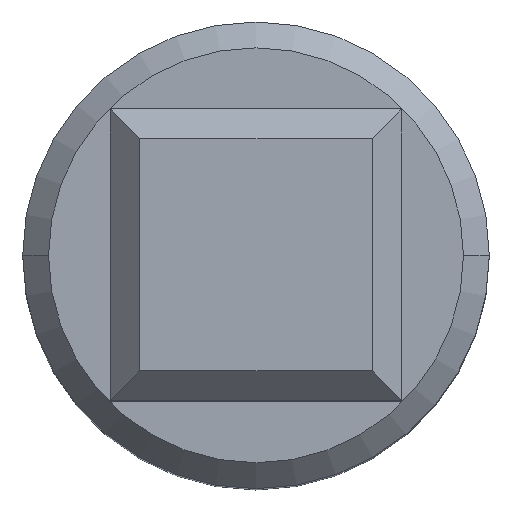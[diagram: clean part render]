
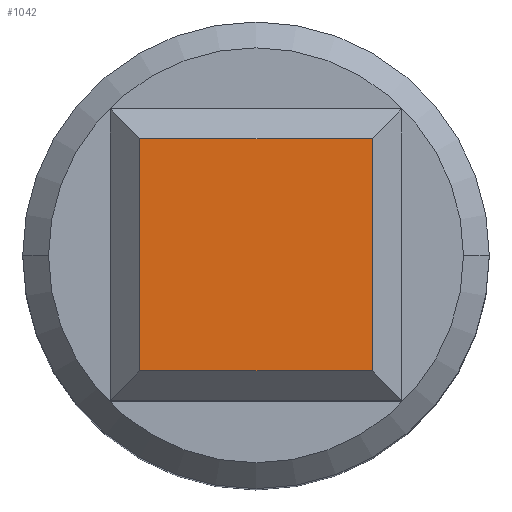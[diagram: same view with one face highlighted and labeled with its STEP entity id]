
A CAD part, top view. The second image highlights one B-rep face of the part: STEP entity #1042.
In plain terms, the highlighted planar face has unit normal (0, 0, 1).
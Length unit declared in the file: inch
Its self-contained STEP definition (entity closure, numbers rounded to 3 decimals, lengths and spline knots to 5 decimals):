
#3 = EDGE_CURVE ( 'NONE', #19, #1270, #1200, .T. ) ;
#19 = VERTEX_POINT ( 'NONE', #1431 ) ;
#116 = CARTESIAN_POINT ( 'NONE',  ( 0.06545, -0.05765, 0.40075 ) ) ;
#125 = VECTOR ( 'NONE', #711, 39.37008 ) ;
#171 = VECTOR ( 'NONE', #1136, 39.37008 ) ;
#290 = CARTESIAN_POINT ( 'NONE',  ( 0.06545, -0.09686, 0.40075 ) ) ;
#297 = CARTESIAN_POINT ( 'NONE',  ( 0.06545, -0.13608, 0.40075 ) ) ;
#437 = DIRECTION ( 'NONE',  ( 1., 0., 0. ) ) ;
#470 = ORIENTED_EDGE ( 'NONE', *, *, #3, .T. ) ;
#484 = CARTESIAN_POINT ( 'NONE',  ( 0.10467, -0.05765, 0.40075 ) ) ;
#508 = FACE_OUTER_BOUND ( 'NONE', #1833, .T. ) ;
#536 = ORIENTED_EDGE ( 'NONE', *, *, #1741, .T. ) ;
#711 = DIRECTION ( 'NONE',  ( -1., 0., 0. ) ) ;
#790 = EDGE_CURVE ( 'NONE', #951, #19, #1493, .T. ) ;
#951 = VERTEX_POINT ( 'NONE', #1355 ) ;
#975 = DIRECTION ( 'NONE',  ( 0., -1., 0. ) ) ;
#1001 = ORIENTED_EDGE ( 'NONE', *, *, #1052, .T. ) ;
#1042 = ADVANCED_FACE ( 'NONE', ( #508 ), #1857, .F. ) ;
#1052 = EDGE_CURVE ( 'NONE', #1270, #1225, #1283, .T. ) ;
#1136 = DIRECTION ( 'NONE',  ( 0., 1., 0. ) ) ;
#1200 = LINE ( 'NONE', #1414, #171 ) ;
#1225 = VERTEX_POINT ( 'NONE', #1483 ) ;
#1256 = DIRECTION ( 'NONE',  ( -1., 0., 0. ) ) ;
#1265 = VECTOR ( 'NONE', #437, 39.37008 ) ;
#1270 = VERTEX_POINT ( 'NONE', #484 ) ;
#1283 = LINE ( 'NONE', #116, #125 ) ;
#1355 = CARTESIAN_POINT ( 'NONE',  ( 0.02624, -0.13608, 0.40075 ) ) ;
#1371 = AXIS2_PLACEMENT_3D ( 'NONE', #290, #1578, #1256 ) ;
#1372 = CARTESIAN_POINT ( 'NONE',  ( 0.02624, -0.09686, 0.40075 ) ) ;
#1414 = CARTESIAN_POINT ( 'NONE',  ( 0.10467, -0.09686, 0.40075 ) ) ;
#1431 = CARTESIAN_POINT ( 'NONE',  ( 0.10467, -0.13608, 0.40075 ) ) ;
#1483 = CARTESIAN_POINT ( 'NONE',  ( 0.02624, -0.05765, 0.40075 ) ) ;
#1493 = LINE ( 'NONE', #297, #1265 ) ;
#1578 = DIRECTION ( 'NONE',  ( 0., 0., -1. ) ) ;
#1723 = LINE ( 'NONE', #1372, #1778 ) ;
#1741 = EDGE_CURVE ( 'NONE', #1225, #951, #1723, .T. ) ;
#1778 = VECTOR ( 'NONE', #975, 39.37008 ) ;
#1786 = ORIENTED_EDGE ( 'NONE', *, *, #790, .T. ) ;
#1833 = EDGE_LOOP ( 'NONE', ( #536, #1786, #470, #1001 ) ) ;
#1857 = PLANE ( 'NONE',  #1371 ) ;
